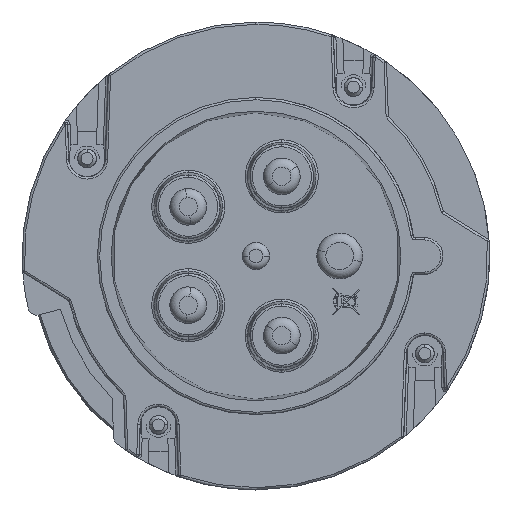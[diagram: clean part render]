
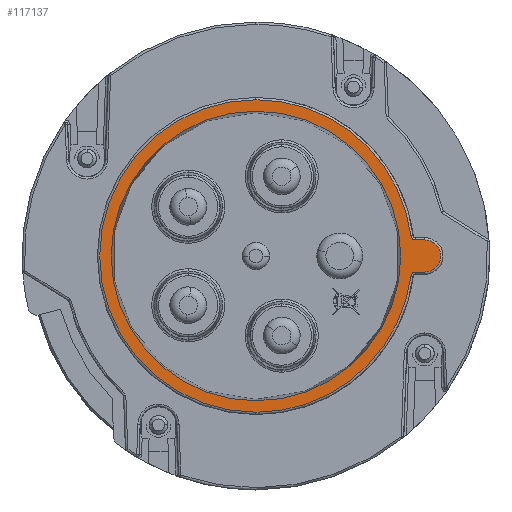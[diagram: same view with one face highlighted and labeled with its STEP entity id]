
A CAD part, left-side view. The second image highlights one B-rep face of the part: STEP entity #117137.
In plain terms, the highlighted planar face has unit normal (-1, 0, 0).
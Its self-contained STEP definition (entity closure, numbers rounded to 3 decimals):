
#969 = DIRECTION ( 'NONE',  ( 0., 0., 1. ) ) ;
#5435 = ORIENTED_EDGE ( 'NONE', *, *, #29638, .F. ) ;
#6294 = DIRECTION ( 'NONE',  ( 0., -1., 0. ) ) ;
#10192 = DIRECTION ( 'NONE',  ( 0., 0., 1. ) ) ;
#11680 = DIRECTION ( 'NONE',  ( 0., 0., 1. ) ) ;
#14278 = EDGE_CURVE ( 'NONE', #30819, #68121, #25810, .T. ) ;
#14523 = EDGE_CURVE ( 'NONE', #71050, #95123, #98355, .T. ) ;
#15062 = ORIENTED_EDGE ( 'NONE', *, *, #14278, .T. ) ;
#15397 = DIRECTION ( 'NONE',  ( 0., 0., -1. ) ) ;
#16572 = CARTESIAN_POINT ( 'NONE',  ( -66.5, 0., 0. ) ) ;
#17255 = CARTESIAN_POINT ( 'NONE',  ( -66.5, 0., 0. ) ) ;
#17319 = EDGE_CURVE ( 'NONE', #42863, #38999, #18894, .T. ) ;
#18894 = CIRCLE ( 'NONE', #100504, 31.549 ) ;
#19998 = CARTESIAN_POINT ( 'NONE',  ( -66.5, 34.55, 3.5 ) ) ;
#20166 = CARTESIAN_POINT ( 'NONE',  ( -66.5, 0., 0. ) ) ;
#20614 = ORIENTED_EDGE ( 'NONE', *, *, #113603, .T. ) ;
#21096 = CIRCLE ( 'NONE', #46316, 31.549 ) ;
#21432 = DIRECTION ( 'NONE',  ( -1., 0., 0. ) ) ;
#22877 = CARTESIAN_POINT ( 'NONE',  ( -66.5, 34.55, 0. ) ) ;
#23693 = CARTESIAN_POINT ( 'NONE',  ( -66.5, -33.768, -4.372 ) ) ;
#24660 = DIRECTION ( 'NONE',  ( 0., 0., 1. ) ) ;
#25810 = LINE ( 'NONE', #44630, #77018 ) ;
#27696 = CARTESIAN_POINT ( 'NONE',  ( -66.5, -34.76, -3.5 ) ) ;
#28203 = CIRCLE ( 'NONE', #59312, 1. ) ;
#29638 = EDGE_CURVE ( 'NONE', #111976, #106181, #28203, .T. ) ;
#30819 = VERTEX_POINT ( 'NONE', #27696 ) ;
#33194 = FACE_BOUND ( 'NONE', #96130, .T. ) ;
#34001 = EDGE_CURVE ( 'NONE', #91285, #106181, #65009, .T. ) ;
#35212 = CARTESIAN_POINT ( 'NONE',  ( -66.5, 0., 0. ) ) ;
#36520 = CARTESIAN_POINT ( 'NONE',  ( -66.5, -33.768, 4.372 ) ) ;
#36626 = EDGE_CURVE ( 'NONE', #30819, #76494, #113793, .T. ) ;
#38412 = DIRECTION ( 'NONE',  ( 0., 0., -1. ) ) ;
#38999 = VERTEX_POINT ( 'NONE', #60796 ) ;
#39358 = ORIENTED_EDGE ( 'NONE', *, *, #41459, .T. ) ;
#39651 = ORIENTED_EDGE ( 'NONE', *, *, #110403, .T. ) ;
#41147 = CARTESIAN_POINT ( 'NONE',  ( -66.5, -34.76, 3.5 ) ) ;
#41301 = ORIENTED_EDGE ( 'NONE', *, *, #17319, .T. ) ;
#41459 = EDGE_CURVE ( 'NONE', #95123, #76494, #87016, .T. ) ;
#42289 = FACE_OUTER_BOUND ( 'NONE', #50306, .T. ) ;
#42863 = VERTEX_POINT ( 'NONE', #92906 ) ;
#44630 = CARTESIAN_POINT ( 'NONE',  ( -66.5, 34.55, -3.5 ) ) ;
#45621 = ORIENTED_EDGE ( 'NONE', *, *, #34001, .T. ) ;
#45969 = AXIS2_PLACEMENT_3D ( 'NONE', #47576, #21432, #11680 ) ;
#46316 = AXIS2_PLACEMENT_3D ( 'NONE', #16572, #79331, #15397 ) ;
#46428 = DIRECTION ( 'NONE',  ( 0., 0., 1. ) ) ;
#47243 = CARTESIAN_POINT ( 'NONE',  ( -66.5, -34.76, -4.5 ) ) ;
#47576 = CARTESIAN_POINT ( 'NONE',  ( -66.5, -36.75, 0. ) ) ;
#49614 = CARTESIAN_POINT ( 'NONE',  ( -66.5, -36.75, 3.5 ) ) ;
#50306 = EDGE_LOOP ( 'NONE', ( #5435, #81250, #53640, #39358, #69135, #15062, #39651, #45621 ) ) ;
#50544 = CARTESIAN_POINT ( 'NONE',  ( -66.5, 0., 0. ) ) ;
#52660 = AXIS2_PLACEMENT_3D ( 'NONE', #22877, #78830, #24660 ) ;
#53640 = ORIENTED_EDGE ( 'NONE', *, *, #14523, .T. ) ;
#59080 = DIRECTION ( 'NONE',  ( 0., 0., 1. ) ) ;
#59312 = AXIS2_PLACEMENT_3D ( 'NONE', #77137, #77736, #105693 ) ;
#60796 = CARTESIAN_POINT ( 'NONE',  ( -66.5, 0., 31.549 ) ) ;
#61735 = AXIS2_PLACEMENT_3D ( 'NONE', #50544, #76743, #59080 ) ;
#63164 = CARTESIAN_POINT ( 'NONE',  ( -66.5, 0., 34.05 ) ) ;
#63199 = AXIS2_PLACEMENT_3D ( 'NONE', #47243, #84373, #969 ) ;
#64982 = DIRECTION ( 'NONE',  ( -1., 0., 0. ) ) ;
#65009 = LINE ( 'NONE', #19998, #68266 ) ;
#68121 = VERTEX_POINT ( 'NONE', #109602 ) ;
#68266 = VECTOR ( 'NONE', #74170, 1000. ) ;
#69135 = ORIENTED_EDGE ( 'NONE', *, *, #36626, .F. ) ;
#71050 = VERTEX_POINT ( 'NONE', #63164 ) ;
#74170 = DIRECTION ( 'NONE',  ( 0., 1., 0. ) ) ;
#75007 = CARTESIAN_POINT ( 'NONE',  ( -66.5, 0., -34.05 ) ) ;
#76154 = DIRECTION ( 'NONE',  ( 1., 0., 0. ) ) ;
#76494 = VERTEX_POINT ( 'NONE', #23693 ) ;
#76743 = DIRECTION ( 'NONE',  ( -1., 0., 0. ) ) ;
#77018 = VECTOR ( 'NONE', #6294, 1000. ) ;
#77137 = CARTESIAN_POINT ( 'NONE',  ( -66.5, -34.76, 4.5 ) ) ;
#77736 = DIRECTION ( 'NONE',  ( -1., 0., 0. ) ) ;
#78830 = DIRECTION ( 'NONE',  ( -1., 0., 0. ) ) ;
#79331 = DIRECTION ( 'NONE',  ( 1., 0., 0. ) ) ;
#81250 = ORIENTED_EDGE ( 'NONE', *, *, #114810, .T. ) ;
#82363 = DIRECTION ( 'NONE',  ( -1., 0., 0. ) ) ;
#84373 = DIRECTION ( 'NONE',  ( -1., 0., 0. ) ) ;
#87016 = CIRCLE ( 'NONE', #61735, 34.05 ) ;
#89395 = AXIS2_PLACEMENT_3D ( 'NONE', #35212, #64982, #10192 ) ;
#91285 = VERTEX_POINT ( 'NONE', #49614 ) ;
#92906 = CARTESIAN_POINT ( 'NONE',  ( -66.5, 0., -31.549 ) ) ;
#95123 = VERTEX_POINT ( 'NONE', #75007 ) ;
#96130 = EDGE_LOOP ( 'NONE', ( #20614, #41301 ) ) ;
#98355 = CIRCLE ( 'NONE', #107989, 34.05 ) ;
#100504 = AXIS2_PLACEMENT_3D ( 'NONE', #20166, #76154, #38412 ) ;
#105693 = DIRECTION ( 'NONE',  ( 0., 0., 1. ) ) ;
#106181 = VERTEX_POINT ( 'NONE', #41147 ) ;
#106295 = CIRCLE ( 'NONE', #45969, 3.5 ) ;
#107989 = AXIS2_PLACEMENT_3D ( 'NONE', #17255, #82363, #46428 ) ;
#109602 = CARTESIAN_POINT ( 'NONE',  ( -66.5, -36.75, -3.5 ) ) ;
#110403 = EDGE_CURVE ( 'NONE', #68121, #91285, #106295, .T. ) ;
#110763 = CIRCLE ( 'NONE', #89395, 34.05 ) ;
#111976 = VERTEX_POINT ( 'NONE', #36520 ) ;
#113603 = EDGE_CURVE ( 'NONE', #38999, #42863, #21096, .T. ) ;
#113793 = CIRCLE ( 'NONE', #63199, 1. ) ;
#114810 = EDGE_CURVE ( 'NONE', #111976, #71050, #110763, .T. ) ;
#117122 = PLANE ( 'NONE',  #52660 ) ;
#117137 = ADVANCED_FACE ( 'NONE', ( #33194, #42289 ), #117122, .T. ) ;
